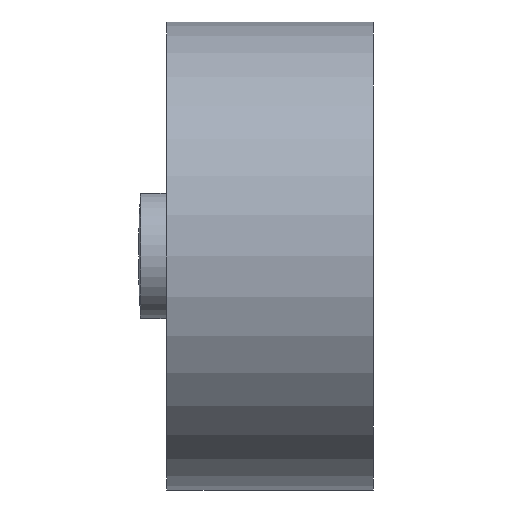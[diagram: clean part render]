
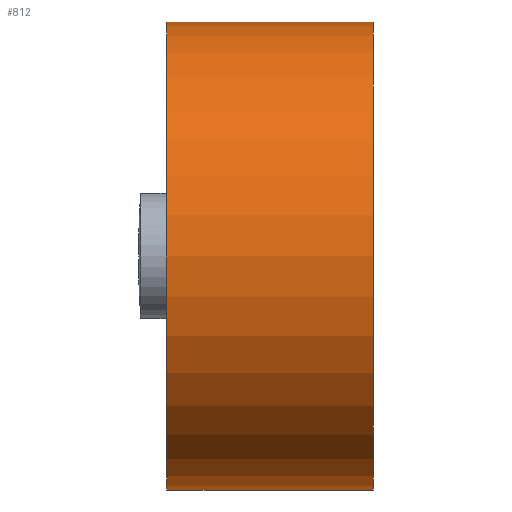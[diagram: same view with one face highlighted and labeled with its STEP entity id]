
A CAD part, left-side view. The second image highlights one B-rep face of the part: STEP entity #812.
In plain terms, the highlighted cylindrical face has radius 37.95 mm (diameter 75.9 mm), a full revolution.
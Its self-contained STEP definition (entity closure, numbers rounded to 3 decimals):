
#45=FACE_BOUND('',#113,.T.);
#65=B_SPLINE_CURVE_WITH_KNOTS('',3,(#1270,#1271,#1272,#1273,#1274,#1275,
#1276,#1277,#1278,#1279,#1280,#1281,#1282,#1283,#1284,#1285,#1286,#1287),
 .UNSPECIFIED.,.F.,.F.,(4,2,2,2,2,2,2,2,4),(2.723,3.064,
3.404,3.745,4.085,4.425,4.766,
5.106,5.447),.UNSPECIFIED.);
#66=B_SPLINE_CURVE_WITH_KNOTS('',3,(#1288,#1289,#1290,#1291,#1292,#1293,
#1294,#1295,#1296,#1297,#1298,#1299,#1300,#1301,#1302,#1303,#1304,#1305),
 .UNSPECIFIED.,.F.,.F.,(4,2,2,2,2,2,2,2,4),(5.447,5.787,
6.128,6.468,6.808,7.149,7.489,
7.83,8.17),.UNSPECIFIED.);
#67=FACE_OUTER_BOUND('',#112,.T.);
#112=EDGE_LOOP('',(#557,#558,#559,#560,#561,#562));
#113=EDGE_LOOP('',(#563,#564));
#177=LINE('',#1264,#228);
#228=VECTOR('',#990,37.95);
#279=CIRCLE('',#872,37.95);
#280=CIRCLE('',#873,37.95);
#281=CIRCLE('',#874,37.95);
#282=CIRCLE('',#875,37.95);
#346=VERTEX_POINT('',#1259);
#347=VERTEX_POINT('',#1260);
#348=VERTEX_POINT('',#1263);
#349=VERTEX_POINT('',#1265);
#350=VERTEX_POINT('',#1268);
#351=VERTEX_POINT('',#1269);
#437=EDGE_CURVE('',#346,#347,#279,.T.);
#438=EDGE_CURVE('',#347,#346,#280,.T.);
#439=EDGE_CURVE('',#347,#348,#177,.T.);
#440=EDGE_CURVE('',#348,#349,#281,.T.);
#441=EDGE_CURVE('',#349,#348,#282,.T.);
#442=EDGE_CURVE('',#350,#351,#65,.T.);
#443=EDGE_CURVE('',#351,#350,#66,.T.);
#557=ORIENTED_EDGE('',*,*,#437,.F.);
#558=ORIENTED_EDGE('',*,*,#438,.F.);
#559=ORIENTED_EDGE('',*,*,#439,.T.);
#560=ORIENTED_EDGE('',*,*,#440,.T.);
#561=ORIENTED_EDGE('',*,*,#441,.T.);
#562=ORIENTED_EDGE('',*,*,#439,.F.);
#563=ORIENTED_EDGE('',*,*,#442,.F.);
#564=ORIENTED_EDGE('',*,*,#443,.F.);
#797=CYLINDRICAL_SURFACE('',#871,37.95);
#812=ADVANCED_FACE('',(#67,#45),#797,.T.);
#871=AXIS2_PLACEMENT_3D('',#1258,#984,#985);
#872=AXIS2_PLACEMENT_3D('',#1261,#986,#987);
#873=AXIS2_PLACEMENT_3D('',#1262,#988,#989);
#874=AXIS2_PLACEMENT_3D('',#1266,#991,#992);
#875=AXIS2_PLACEMENT_3D('',#1267,#993,#994);
#984=DIRECTION('center_axis',(0.,-1.,0.));
#985=DIRECTION('ref_axis',(0.,0.,-1.));
#986=DIRECTION('center_axis',(0.,-1.,0.));
#987=DIRECTION('ref_axis',(0.,0.,-1.));
#988=DIRECTION('center_axis',(0.,-1.,0.));
#989=DIRECTION('ref_axis',(0.,0.,-1.));
#990=DIRECTION('',(0.,1.,0.));
#991=DIRECTION('center_axis',(0.,-1.,0.));
#992=DIRECTION('ref_axis',(0.,0.,-1.));
#993=DIRECTION('center_axis',(0.,-1.,0.));
#994=DIRECTION('ref_axis',(0.,0.,-1.));
#1258=CARTESIAN_POINT('Origin',(0.,0.,0.));
#1259=CARTESIAN_POINT('',(0.,0.,-37.95));
#1260=CARTESIAN_POINT('',(0.,0.,37.95));
#1261=CARTESIAN_POINT('Origin',(0.,0.,0.));
#1262=CARTESIAN_POINT('Origin',(0.,0.,0.));
#1263=CARTESIAN_POINT('',(0.,33.5,37.95));
#1264=CARTESIAN_POINT('',(0.,0.,37.95));
#1265=CARTESIAN_POINT('',(0.,33.5,-37.95));
#1266=CARTESIAN_POINT('Origin',(0.,33.5,0.));
#1267=CARTESIAN_POINT('Origin',(0.,33.5,0.));
#1268=CARTESIAN_POINT('',(36.867,16.8,-9.));
#1269=CARTESIAN_POINT('',(36.867,16.8,9.));
#1270=CARTESIAN_POINT('Ctrl Pts',(36.867,16.8,-9.));
#1271=CARTESIAN_POINT('Ctrl Pts',(36.867,17.935,-9.));
#1272=CARTESIAN_POINT('Ctrl Pts',(36.925,19.142,-8.772));
#1273=CARTESIAN_POINT('Ctrl Pts',(37.132,21.358,-7.853));
#1274=CARTESIAN_POINT('Ctrl Pts',(37.277,22.367,-7.161));
#1275=CARTESIAN_POINT('Ctrl Pts',(37.548,23.961,-5.567));
#1276=CARTESIAN_POINT('Ctrl Pts',(37.692,24.653,-4.558));
#1277=CARTESIAN_POINT('Ctrl Pts',(37.894,25.572,-2.342));
#1278=CARTESIAN_POINT('Ctrl Pts',(37.95,25.8,-1.135));
#1279=CARTESIAN_POINT('Ctrl Pts',(37.95,25.8,1.135));
#1280=CARTESIAN_POINT('Ctrl Pts',(37.894,25.572,2.342));
#1281=CARTESIAN_POINT('Ctrl Pts',(37.692,24.653,4.558));
#1282=CARTESIAN_POINT('Ctrl Pts',(37.548,23.961,5.567));
#1283=CARTESIAN_POINT('Ctrl Pts',(37.277,22.367,7.161));
#1284=CARTESIAN_POINT('Ctrl Pts',(37.132,21.358,7.853));
#1285=CARTESIAN_POINT('Ctrl Pts',(36.925,19.142,8.772));
#1286=CARTESIAN_POINT('Ctrl Pts',(36.867,17.935,9.));
#1287=CARTESIAN_POINT('Ctrl Pts',(36.867,16.8,9.));
#1288=CARTESIAN_POINT('Ctrl Pts',(36.867,16.8,9.));
#1289=CARTESIAN_POINT('Ctrl Pts',(36.867,15.665,9.));
#1290=CARTESIAN_POINT('Ctrl Pts',(36.925,14.458,8.772));
#1291=CARTESIAN_POINT('Ctrl Pts',(37.132,12.242,7.853));
#1292=CARTESIAN_POINT('Ctrl Pts',(37.277,11.233,7.161));
#1293=CARTESIAN_POINT('Ctrl Pts',(37.548,9.639,5.567));
#1294=CARTESIAN_POINT('Ctrl Pts',(37.692,8.947,4.558));
#1295=CARTESIAN_POINT('Ctrl Pts',(37.894,8.028,2.342));
#1296=CARTESIAN_POINT('Ctrl Pts',(37.95,7.8,1.135));
#1297=CARTESIAN_POINT('Ctrl Pts',(37.95,7.8,-1.135));
#1298=CARTESIAN_POINT('Ctrl Pts',(37.894,8.028,-2.342));
#1299=CARTESIAN_POINT('Ctrl Pts',(37.692,8.947,-4.558));
#1300=CARTESIAN_POINT('Ctrl Pts',(37.548,9.639,-5.567));
#1301=CARTESIAN_POINT('Ctrl Pts',(37.277,11.233,-7.161));
#1302=CARTESIAN_POINT('Ctrl Pts',(37.132,12.242,-7.853));
#1303=CARTESIAN_POINT('Ctrl Pts',(36.925,14.458,-8.772));
#1304=CARTESIAN_POINT('Ctrl Pts',(36.867,15.665,-9.));
#1305=CARTESIAN_POINT('Ctrl Pts',(36.867,16.8,-9.));
